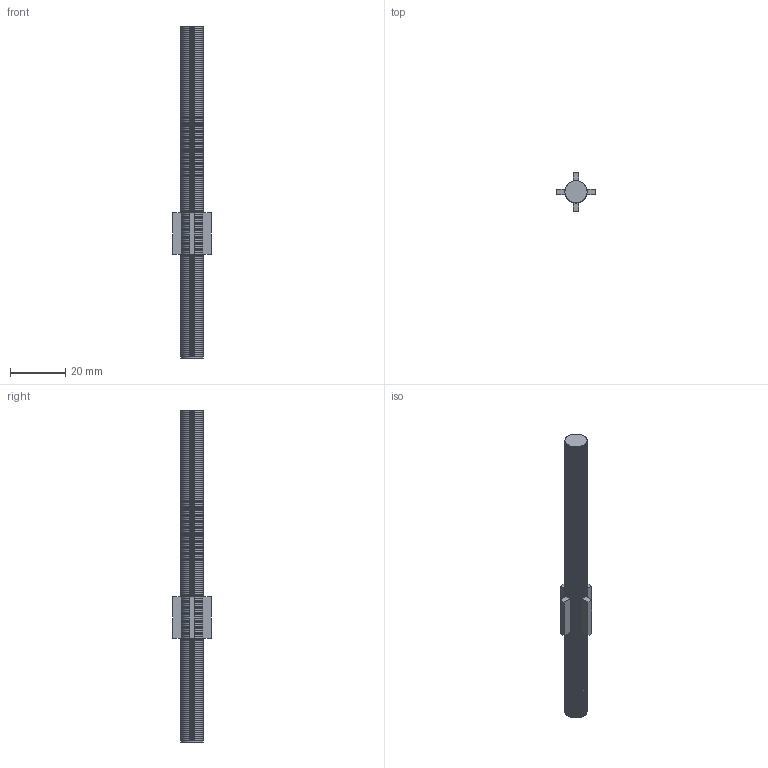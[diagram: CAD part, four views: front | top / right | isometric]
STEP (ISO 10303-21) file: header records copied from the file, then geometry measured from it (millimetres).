
FILE_DESCRIPTION(('FreeCAD Model'),'2;1');
FILE_NAME('shaft.step', '2018-11-28T21:39:20',('Author'),(''), 'Open CASCADE STEP processor 7.3','FreeCAD','Unknown');
FILE_SCHEMA(('AUTOMOTIVE_DESIGN { 1 0 10303 214 1 1 1 1 }'));
Length unit declared in the file: millimetre
Products named in the file (1): union
Bounding box: 14 x 14 x 120 mm (x, y, z)
Volume: 6392.2 mm3; surface area: 3538.6 mm2
Topology: 1 solids, 1 shells, 138 faces, 408 edges, 272 vertices
Faces by surface type: plane 138
Entity records: 10642 total; most frequent: CARTESIAN_POINT 1787, DIRECTION 1350, LINE 1072, VECTOR 1072, ORIENTED_EDGE 816, PCURVE 816, DEFINITIONAL_REPRESENTATION 816, EDGE_CURVE 408
